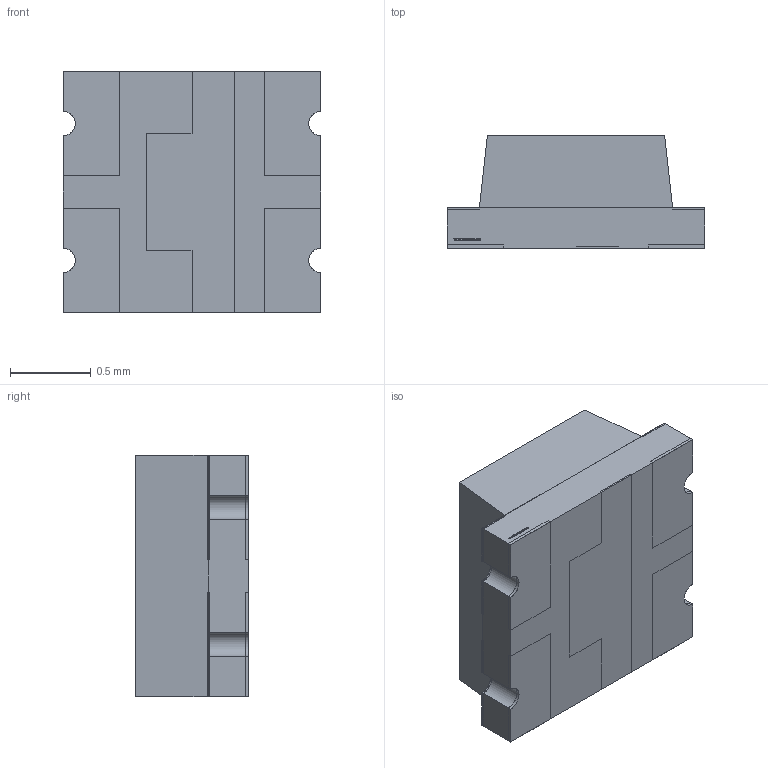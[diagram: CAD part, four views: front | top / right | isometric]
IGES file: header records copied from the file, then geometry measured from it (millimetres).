
Start section: SolidWorks IGES file using analytic representation for surfaces
Global section: file name: APTB1615.IGS; native system: SolidWorks 2008; preprocessor: SolidWorks 2008; author: evant; date: 080905.103957; units: millimetre
Bounding box: 1.6 x 0.7 x 1.5 mm (x, y, z)
Surface area: 16.4 mm2 (no closed solid volume)
Topology: 0 solids, 0 shells, 377 faces, 3117 edges, 4098 vertices
Faces by surface type: bspline 365, revolution 12
